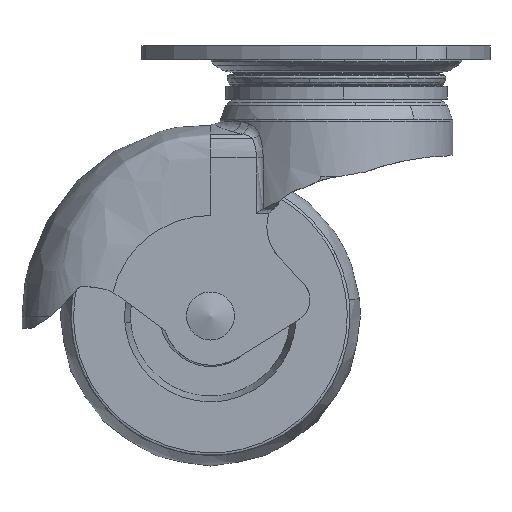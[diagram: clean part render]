
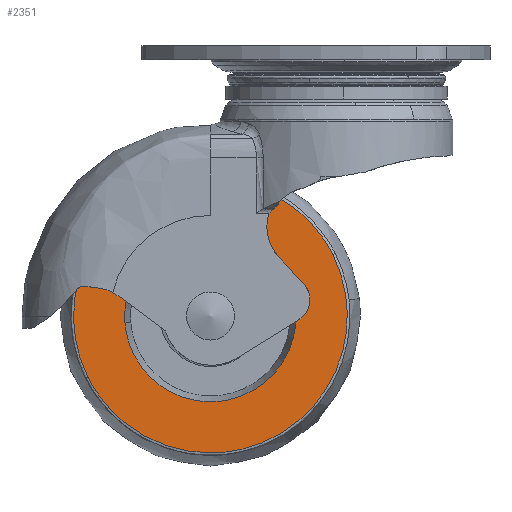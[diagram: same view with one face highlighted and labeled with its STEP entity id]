
A CAD part, front view. The second image highlights one B-rep face of the part: STEP entity #2351.
In plain terms, the highlighted free-form (B-spline) face has degree [1, 1] with [2, 2] control points.
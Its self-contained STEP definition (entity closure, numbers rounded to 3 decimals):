
#680=CARTESIAN_POINT('',(0.0,-8.0,-30.7));
#681=VERTEX_POINT('',#680);
#682=CARTESIAN_POINT('',(14.256,-8.,-43.878));
#683=VERTEX_POINT('',#682);
#684=CARTESIAN_POINT('',(0.0,-8.0,-30.7));
#685=CARTESIAN_POINT('',(13.219,-8.0,-30.7));
#686=CARTESIAN_POINT('',(14.256,-8.,-43.878));
#694=(BOUNDED_CURVE()B_SPLINE_CURVE(2,(#684,#685,#686),.UNSPECIFIED.,.F.,.U.)B_SPLINE_CURVE_WITH_KNOTS((3,3),(0.0,0.236),.UNSPECIFIED.)CURVE()GEOMETRIC_REPRESENTATION_ITEM()RATIONAL_B_SPLINE_CURVE((1.0,0.723,0.97))REPRESENTATION_ITEM(''));
#695=EDGE_CURVE('',#681,#683,#694,.T.);
#697=CARTESIAN_POINT('',(-14.256,-8.,-46.122));
#698=VERTEX_POINT('',#697);
#699=CARTESIAN_POINT('',(-14.256,-8.,-46.122));
#700=CARTESIAN_POINT('',(-14.3,-8.0,-45.562));
#701=CARTESIAN_POINT('',(-14.3,-8.0,-45.0));
#702=CARTESIAN_POINT('',(-14.3,-8.0,-30.7));
#703=CARTESIAN_POINT('',(0.0,-8.0,-30.7));
#711=(BOUNDED_CURVE()B_SPLINE_CURVE(2,(#699,#700,#701,#702,#703),.UNSPECIFIED.,.F.,.U.)B_SPLINE_CURVE_WITH_KNOTS((3,2,3),(0.736,0.75,1.0),.UNSPECIFIED.)CURVE()GEOMETRIC_REPRESENTATION_ITEM()RATIONAL_B_SPLINE_CURVE((0.97,0.984,1.0,0.707,1.0))REPRESENTATION_ITEM(''));
#712=EDGE_CURVE('',#698,#681,#711,.T.);
#779=CARTESIAN_POINT('',(0.0,-8.0,-59.3));
#780=VERTEX_POINT('',#779);
#781=CARTESIAN_POINT('',(14.256,-8.,-43.878));
#782=CARTESIAN_POINT('',(14.3,-8.0,-44.438));
#783=CARTESIAN_POINT('',(14.3,-8.0,-45.0));
#784=CARTESIAN_POINT('',(14.3,-8.0,-59.3));
#785=CARTESIAN_POINT('',(0.0,-8.0,-59.3));
#793=(BOUNDED_CURVE()B_SPLINE_CURVE(2,(#781,#782,#783,#784,#785),.UNSPECIFIED.,.F.,.U.)B_SPLINE_CURVE_WITH_KNOTS((3,2,3),(0.236,0.25,0.5),.UNSPECIFIED.)CURVE()GEOMETRIC_REPRESENTATION_ITEM()RATIONAL_B_SPLINE_CURVE((0.97,0.984,1.0,0.707,1.0))REPRESENTATION_ITEM(''));
#794=EDGE_CURVE('',#683,#780,#793,.T.);
#828=CARTESIAN_POINT('',(0.0,-8.0,-59.3));
#829=CARTESIAN_POINT('',(-13.219,-8.0,-59.3));
#830=CARTESIAN_POINT('',(-14.256,-8.,-46.122));
#838=(BOUNDED_CURVE()B_SPLINE_CURVE(2,(#828,#829,#830),.UNSPECIFIED.,.F.,.U.)B_SPLINE_CURVE_WITH_KNOTS((3,3),(0.5,0.736),.UNSPECIFIED.)CURVE()GEOMETRIC_REPRESENTATION_ITEM()RATIONAL_B_SPLINE_CURVE((1.0,0.723,0.97))REPRESENTATION_ITEM(''));
#839=EDGE_CURVE('',#780,#698,#838,.T.);
#1829=CARTESIAN_POINT('',(-20.39,-8.,-55.228));
#1830=VERTEX_POINT('',#1829);
#1844=CARTESIAN_POINT('',(0.0,-8.0,-22.189));
#1845=VERTEX_POINT('',#1844);
#1846=CARTESIAN_POINT('',(-20.39,-8.,-55.228));
#1847=CARTESIAN_POINT('',(-22.811,-8.0,-50.401));
#1848=CARTESIAN_POINT('',(-22.811,-8.0,-45.0));
#1849=CARTESIAN_POINT('',(-22.811,-8.0,-22.189));
#1850=CARTESIAN_POINT('',(0.0,-8.0,-22.189));
#1858=(BOUNDED_CURVE()B_SPLINE_CURVE(2,(#1846,#1847,#1848,#1849,#1850),.UNSPECIFIED.,.F.,.U.)B_SPLINE_CURVE_WITH_KNOTS((3,2,3),(0.674,0.75,1.0),.UNSPECIFIED.)CURVE()GEOMETRIC_REPRESENTATION_ITEM()RATIONAL_B_SPLINE_CURVE((0.876,0.911,1.0,0.707,1.0))REPRESENTATION_ITEM(''));
#1859=EDGE_CURVE('',#1830,#1845,#1858,.T.);
#1861=CARTESIAN_POINT('',(20.39,-8.,-34.772));
#1862=VERTEX_POINT('',#1861);
#1863=CARTESIAN_POINT('',(0.0,-8.0,-22.189));
#1864=CARTESIAN_POINT('',(14.078,-8.0,-22.189));
#1865=CARTESIAN_POINT('',(20.39,-8.,-34.772));
#1873=(BOUNDED_CURVE()B_SPLINE_CURVE(2,(#1863,#1864,#1865),.UNSPECIFIED.,.F.,.U.)B_SPLINE_CURVE_WITH_KNOTS((3,3),(0.0,0.174),.UNSPECIFIED.)CURVE()GEOMETRIC_REPRESENTATION_ITEM()RATIONAL_B_SPLINE_CURVE((1.0,0.796,0.876))REPRESENTATION_ITEM(''));
#1874=EDGE_CURVE('',#1845,#1862,#1873,.T.);
#1976=CARTESIAN_POINT('',(0.0,-8.0,-67.811));
#1977=VERTEX_POINT('',#1976);
#1978=CARTESIAN_POINT('',(20.39,-8.,-34.772));
#1979=CARTESIAN_POINT('',(22.811,-8.0,-39.599));
#1980=CARTESIAN_POINT('',(22.811,-8.0,-45.0));
#1981=CARTESIAN_POINT('',(22.811,-8.0,-67.811));
#1982=CARTESIAN_POINT('',(0.0,-8.0,-67.811));
#1990=(BOUNDED_CURVE()B_SPLINE_CURVE(2,(#1978,#1979,#1980,#1981,#1982),.UNSPECIFIED.,.F.,.U.)B_SPLINE_CURVE_WITH_KNOTS((3,2,3),(0.174,0.25,0.5),.UNSPECIFIED.)CURVE()GEOMETRIC_REPRESENTATION_ITEM()RATIONAL_B_SPLINE_CURVE((0.876,0.911,1.0,0.707,1.0))REPRESENTATION_ITEM(''));
#1991=EDGE_CURVE('',#1862,#1977,#1990,.T.);
#1993=CARTESIAN_POINT('',(0.0,-8.0,-67.811));
#1994=CARTESIAN_POINT('',(-14.078,-8.0,-67.811));
#1995=CARTESIAN_POINT('',(-20.39,-8.,-55.228));
#2003=(BOUNDED_CURVE()B_SPLINE_CURVE(2,(#1993,#1994,#1995),.UNSPECIFIED.,.F.,.U.)B_SPLINE_CURVE_WITH_KNOTS((3,3),(0.5,0.674),.UNSPECIFIED.)CURVE()GEOMETRIC_REPRESENTATION_ITEM()RATIONAL_B_SPLINE_CURVE((1.0,0.796,0.876))REPRESENTATION_ITEM(''));
#2004=EDGE_CURVE('',#1977,#1830,#2003,.T.);
#2334=CARTESIAN_POINT('',(-25.089,-8.0,-19.91));
#2335=CARTESIAN_POINT('',(-25.089,-8.0,-70.09));
#2336=CARTESIAN_POINT('',(25.089,-8.0,-19.91));
#2337=CARTESIAN_POINT('',(25.089,-8.0,-70.09));
#2338=B_SPLINE_SURFACE_WITH_KNOTS('',1,1,((#2334,#2336),(#2335,#2337)),.UNSPECIFIED.,.F.,.F.,.U.,(2,2),(2,2),(0.0,50.18),(0.0,50.178),.UNSPECIFIED.);
#2339=ORIENTED_EDGE('',*,*,#1859,.F.);
#2340=ORIENTED_EDGE('',*,*,#2004,.F.);
#2341=ORIENTED_EDGE('',*,*,#1991,.F.);
#2342=ORIENTED_EDGE('',*,*,#1874,.F.);
#2343=EDGE_LOOP('',(#2339,#2340,#2341,#2342));
#2344=FACE_OUTER_BOUND('',#2343,.T.);
#2345=ORIENTED_EDGE('',*,*,#839,.T.);
#2346=ORIENTED_EDGE('',*,*,#712,.T.);
#2347=ORIENTED_EDGE('',*,*,#695,.T.);
#2348=ORIENTED_EDGE('',*,*,#794,.T.);
#2349=EDGE_LOOP('',(#2345,#2346,#2347,#2348));
#2350=FACE_BOUND('',#2349,.T.);
#2351=ADVANCED_FACE('',(#2344,#2350),#2338,.T.);
